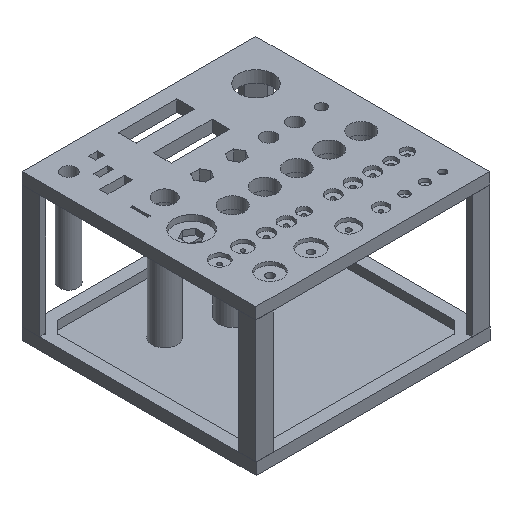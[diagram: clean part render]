
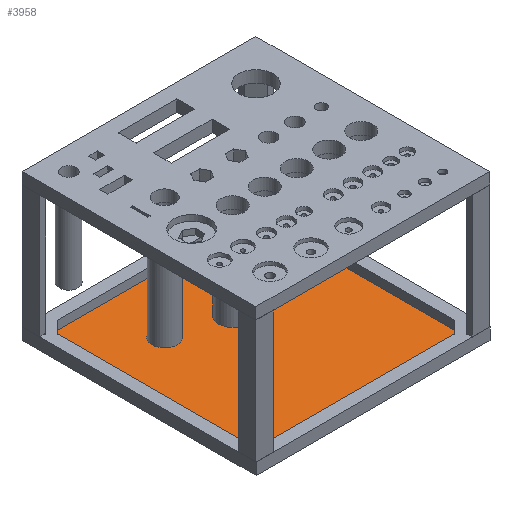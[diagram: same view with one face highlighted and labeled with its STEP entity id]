
A CAD part, isometric view. The second image highlights one B-rep face of the part: STEP entity #3958.
In plain terms, the highlighted face is planar.
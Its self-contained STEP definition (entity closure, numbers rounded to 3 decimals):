
#1148=ORIENTED_EDGE('',*,*,#1652,.T.);
#1149=ORIENTED_EDGE('',*,*,#1650,.T.);
#1150=ORIENTED_EDGE('',*,*,#1648,.T.);
#1151=ORIENTED_EDGE('',*,*,#1646,.T.);
#1152=ORIENTED_EDGE('',*,*,#1643,.T.);
#1153=ORIENTED_EDGE('',*,*,#1658,.T.);
#1154=ORIENTED_EDGE('',*,*,#1656,.T.);
#1155=ORIENTED_EDGE('',*,*,#1654,.T.);
#1643=EDGE_CURVE('',#2008,#2009,#2368,.T.);
#1646=EDGE_CURVE('',#2010,#2008,#2371,.T.);
#1648=EDGE_CURVE('',#2011,#2010,#2373,.T.);
#1650=EDGE_CURVE('',#2012,#2011,#2375,.T.);
#1652=EDGE_CURVE('',#2013,#2012,#2377,.T.);
#1654=EDGE_CURVE('',#2014,#2013,#2379,.T.);
#1656=EDGE_CURVE('',#2015,#2014,#2381,.T.);
#1658=EDGE_CURVE('',#2009,#2015,#2383,.T.);
#2008=VERTEX_POINT('',#6498);
#2009=VERTEX_POINT('',#6499);
#2010=VERTEX_POINT('',#6504);
#2011=VERTEX_POINT('',#6508);
#2012=VERTEX_POINT('',#6512);
#2013=VERTEX_POINT('',#6516);
#2014=VERTEX_POINT('',#6520);
#2015=VERTEX_POINT('',#6524);
#2368=LINE('',#6497,#2711);
#2371=LINE('',#6503,#2714);
#2373=LINE('',#6507,#2716);
#2375=LINE('',#6511,#2718);
#2377=LINE('',#6515,#2720);
#2379=LINE('',#6519,#2722);
#2381=LINE('',#6523,#2724);
#2383=LINE('',#6527,#2726);
#2711=VECTOR('',#5399,1000.);
#2714=VECTOR('',#5404,1000.);
#2716=VECTOR('',#5408,1000.);
#2718=VECTOR('',#5412,1000.);
#2720=VECTOR('',#5416,1000.);
#2722=VECTOR('',#5420,1000.);
#2724=VECTOR('',#5424,1000.);
#2726=VECTOR('',#5428,1000.);
#3106=EDGE_LOOP('',(#1148,#1149,#1150,#1151,#1152,#1153,#1154,#1155));
#3526=FACE_BOUND('',#3106,.T.);
#3736=PLANE('',#4391);
#3958=ADVANCED_FACE('',(#3526),#3736,.T.);
#4391=AXIS2_PLACEMENT_3D('',#6528,#5429,#5430);
#5399=DIRECTION('',(0.707,-0.707,0.));
#5404=DIRECTION('',(1.,0.,0.));
#5408=DIRECTION('',(0.707,0.707,0.));
#5412=DIRECTION('',(0.,1.,0.));
#5416=DIRECTION('',(-0.707,0.707,0.));
#5420=DIRECTION('',(-1.,0.,0.));
#5424=DIRECTION('',(-0.707,-0.707,0.));
#5428=DIRECTION('',(0.,-1.,0.));
#5429=DIRECTION('',(0.,0.,-1.));
#5430=DIRECTION('',(-1.,0.,0.));
#6497=CARTESIAN_POINT('',(-22.5,192.5,7.5));
#6498=CARTESIAN_POINT('',(-20.,190.,7.5));
#6499=CARTESIAN_POINT('',(-10.,180.,7.5));
#6503=CARTESIAN_POINT('',(-175.,190.,7.5));
#6504=CARTESIAN_POINT('',(-180.,190.,7.5));
#6507=CARTESIAN_POINT('',(-192.5,177.5,7.5));
#6508=CARTESIAN_POINT('',(-190.,180.,7.5));
#6511=CARTESIAN_POINT('',(-190.,34.982,7.5));
#6512=CARTESIAN_POINT('',(-190.,20.,7.5));
#6515=CARTESIAN_POINT('',(-177.5,7.5,7.5));
#6516=CARTESIAN_POINT('',(-180.,10.,7.5));
#6519=CARTESIAN_POINT('',(-25.,10.,7.5));
#6520=CARTESIAN_POINT('',(-20.,10.,7.5));
#6523=CARTESIAN_POINT('',(-7.5,22.5,7.5));
#6524=CARTESIAN_POINT('',(-10.,20.,7.5));
#6527=CARTESIAN_POINT('',(-10.,175.,7.5));
#6528=CARTESIAN_POINT('',(0.,0.,7.5));
